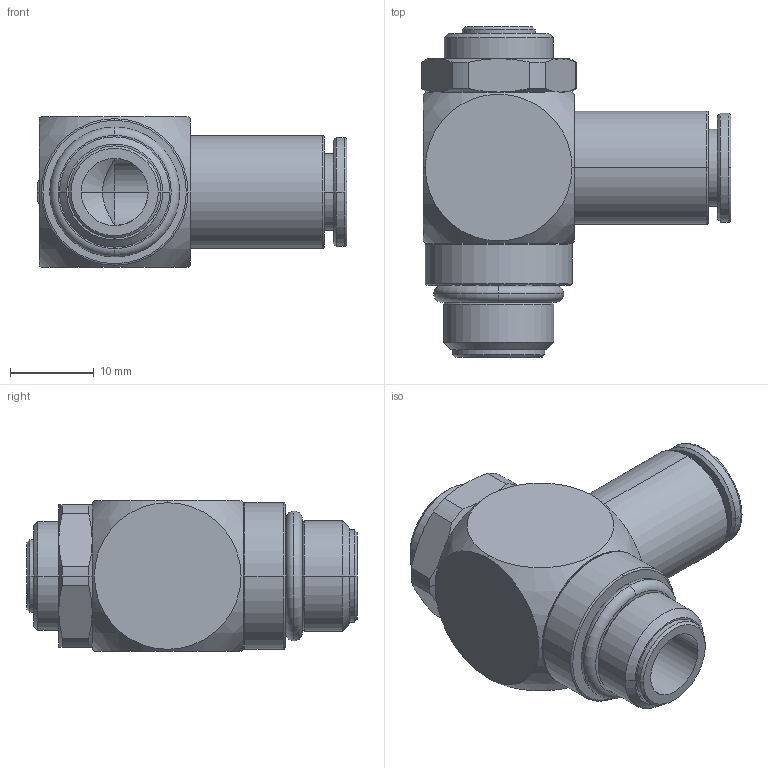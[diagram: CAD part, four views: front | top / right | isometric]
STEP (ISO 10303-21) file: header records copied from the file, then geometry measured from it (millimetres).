
FILE_DESCRIPTION(('STEP AP214'),'1');
FILE_NAME('7130_08_13.stp','2016-07-07T14:53:13',('TraceParts'),('TraceParts S.A.'),'Spatial InterOp 3D',' ',' ');
FILE_SCHEMA(('automotive_design'));
Length unit declared in the file: millimetre
Products named in the file (1): 1
Bounding box: 36.95 x 39.4 x 18 mm (x, y, z)
Volume: 9501.4 mm3; surface area: 4919.9 mm2
Topology: 1 solids, 1 shells, 99 faces, 227 edges, 143 vertices
Faces by surface type: cone 32, cylinder 30, plane 23, torus 12, sphere 2
Entity records: 2937 total; most frequent: CARTESIAN_POINT 616, DIRECTION 548, ORIENTED_EDGE 454, AXIS2_PLACEMENT_3D 247, EDGE_CURVE 227, CIRCLE 145, VERTEX_POINT 143, EDGE_LOOP 114
